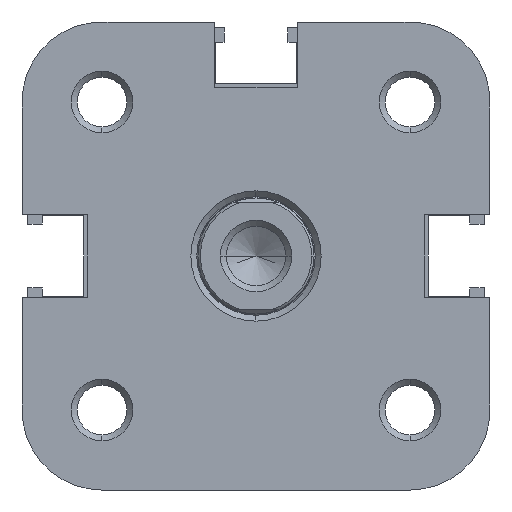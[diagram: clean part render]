
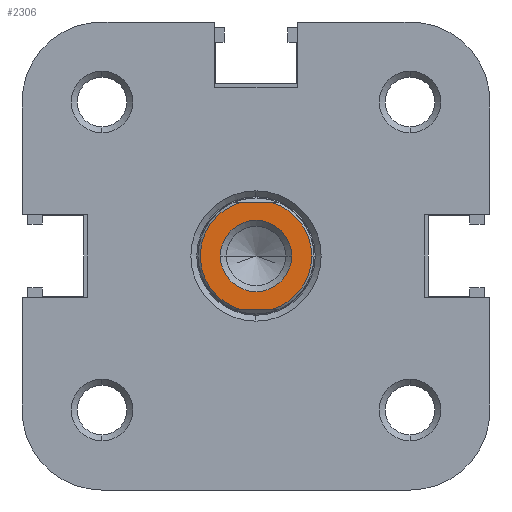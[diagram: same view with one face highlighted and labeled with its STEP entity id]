
A CAD part, left-side view. The second image highlights one B-rep face of the part: STEP entity #2306.
In plain terms, the highlighted face is planar.
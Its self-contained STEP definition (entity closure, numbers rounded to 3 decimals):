
#18 = EDGE_CURVE ( 'NONE', #6263, #6204, #3389, .T. ) ;
#27 = EDGE_CURVE ( 'NONE', #6201, #6205, #3367, .T. ) ;
#30 = EDGE_CURVE ( 'NONE', #6204, #6201, #3366, .T. ) ;
#32 = EDGE_CURVE ( 'NONE', #6235, #6236, #3381, .T. ) ;
#33 = EDGE_CURVE ( 'NONE', #6280, #6205, #3386, .T. ) ;
#72 = FACE_BOUND ( 'NONE', #3419, .T. ) ;
#81 = FACE_OUTER_BOUND ( 'NONE', #3433, .T. ) ;
#525 = CIRCLE ( 'NONE', #4974, 4.7 ) ;
#731 = CIRCLE ( 'NONE', #5023, 3. ) ;
#1591 = CARTESIAN_POINT ( 'NONE',  ( 211., 0., 0. ) ) ;
#1593 = DIRECTION ( 'NONE',  ( -1., 0., 0. ) ) ;
#1594 = DIRECTION ( 'NONE',  ( 0., 0., -1. ) ) ;
#1897 = CARTESIAN_POINT ( 'NONE',  ( 211., 0., 0. ) ) ;
#1902 = DIRECTION ( 'NONE',  ( 1., 0., 0. ) ) ;
#1903 = DIRECTION ( 'NONE',  ( 0., 0., -1. ) ) ;
#2306 = ADVANCED_FACE ( 'NONE', ( #72, #81 ), #5800, .F. ) ;
#3045 = CARTESIAN_POINT ( 'NONE',  ( 211., -4.5, 1.356 ) ) ;
#3048 = CARTESIAN_POINT ( 'NONE',  ( 211., -4.5, -1.356 ) ) ;
#3049 = CARTESIAN_POINT ( 'NONE',  ( 211., 4.5, 1.356 ) ) ;
#3078 = CARTESIAN_POINT ( 'NONE',  ( 211., 0., 3. ) ) ;
#3079 = CARTESIAN_POINT ( 'NONE',  ( 211., 0., -3. ) ) ;
#3105 = CARTESIAN_POINT ( 'NONE',  ( 211., 0., -4.7 ) ) ;
#3118 = CARTESIAN_POINT ( 'NONE',  ( 211., 4.5, -1.356 ) ) ;
#3366 = LINE ( 'NONE', #5961, #3375 ) ;
#3367 = CIRCLE ( 'NONE', #4727, 4.7 ) ;
#3375 = VECTOR ( 'NONE', #5590, 1000. ) ;
#3381 = CIRCLE ( 'NONE', #4730, 3. ) ;
#3386 = LINE ( 'NONE', #5623, #3397 ) ;
#3389 = CIRCLE ( 'NONE', #4722, 4.7 ) ;
#3397 = VECTOR ( 'NONE', #5601, 1000. ) ;
#3419 = EDGE_LOOP ( 'NONE', ( #3821, #3822 ) ) ;
#3433 = EDGE_LOOP ( 'NONE', ( #3823, #3824, #3825, #3826, #3827 ) ) ;
#3520 = EDGE_CURVE ( 'NONE', #6280, #6263, #525, .T. ) ;
#3649 = EDGE_CURVE ( 'NONE', #6236, #6235, #731, .T. ) ;
#3821 = ORIENTED_EDGE ( 'NONE', *, *, #32, .F. ) ;
#3822 = ORIENTED_EDGE ( 'NONE', *, *, #3649, .F. ) ;
#3823 = ORIENTED_EDGE ( 'NONE', *, *, #33, .T. ) ;
#3824 = ORIENTED_EDGE ( 'NONE', *, *, #27, .F. ) ;
#3825 = ORIENTED_EDGE ( 'NONE', *, *, #30, .F. ) ;
#3826 = ORIENTED_EDGE ( 'NONE', *, *, #18, .F. ) ;
#3827 = ORIENTED_EDGE ( 'NONE', *, *, #3520, .F. ) ;
#4722 = AXIS2_PLACEMENT_3D ( 'NONE', #6025, #6037, #6030 ) ;
#4727 = AXIS2_PLACEMENT_3D ( 'NONE', #5588, #6286, #6282 ) ;
#4730 = AXIS2_PLACEMENT_3D ( 'NONE', #5622, #6269, #6268 ) ;
#4761 = AXIS2_PLACEMENT_3D ( 'NONE', #5799, #6341, #5788 ) ;
#4974 = AXIS2_PLACEMENT_3D ( 'NONE', #1591, #1593, #1594 ) ;
#5023 = AXIS2_PLACEMENT_3D ( 'NONE', #1897, #1902, #1903 ) ;
#5588 = CARTESIAN_POINT ( 'NONE',  ( 211., 0., 0. ) ) ;
#5590 = DIRECTION ( 'NONE',  ( 0., 0., 1. ) ) ;
#5601 = DIRECTION ( 'NONE',  ( 0., 0., 1. ) ) ;
#5622 = CARTESIAN_POINT ( 'NONE',  ( 211., 0., 0. ) ) ;
#5623 = CARTESIAN_POINT ( 'NONE',  ( 211., 4.5, -12.5 ) ) ;
#5788 = DIRECTION ( 'NONE',  ( 0., 0., -1. ) ) ;
#5799 = CARTESIAN_POINT ( 'NONE',  ( 211., 0., 0. ) ) ;
#5800 = PLANE ( 'NONE',  #4761 ) ;
#5961 = CARTESIAN_POINT ( 'NONE',  ( 211., -4.5, -12.5 ) ) ;
#6025 = CARTESIAN_POINT ( 'NONE',  ( 211., 0., 0. ) ) ;
#6030 = DIRECTION ( 'NONE',  ( 0., 0., -1. ) ) ;
#6037 = DIRECTION ( 'NONE',  ( -1., 0., 0. ) ) ;
#6201 = VERTEX_POINT ( 'NONE', #3045 ) ;
#6204 = VERTEX_POINT ( 'NONE', #3048 ) ;
#6205 = VERTEX_POINT ( 'NONE', #3049 ) ;
#6235 = VERTEX_POINT ( 'NONE', #3078 ) ;
#6236 = VERTEX_POINT ( 'NONE', #3079 ) ;
#6263 = VERTEX_POINT ( 'NONE', #3105 ) ;
#6268 = DIRECTION ( 'NONE',  ( 0., 0., -1. ) ) ;
#6269 = DIRECTION ( 'NONE',  ( 1., 0., 0. ) ) ;
#6280 = VERTEX_POINT ( 'NONE', #3118 ) ;
#6282 = DIRECTION ( 'NONE',  ( 0., 0., -1. ) ) ;
#6286 = DIRECTION ( 'NONE',  ( -1., 0., 0. ) ) ;
#6341 = DIRECTION ( 'NONE',  ( -1., 0., 0. ) ) ;
